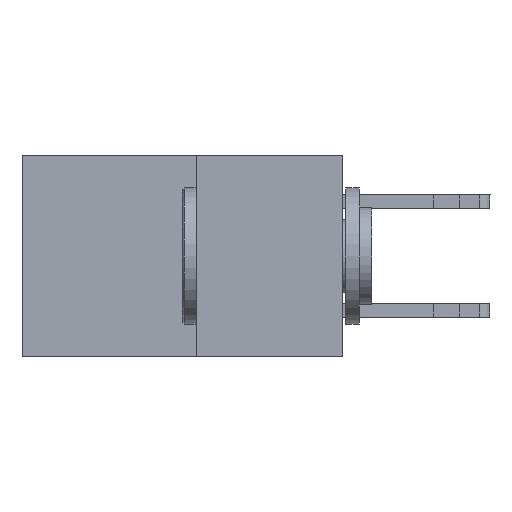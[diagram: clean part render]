
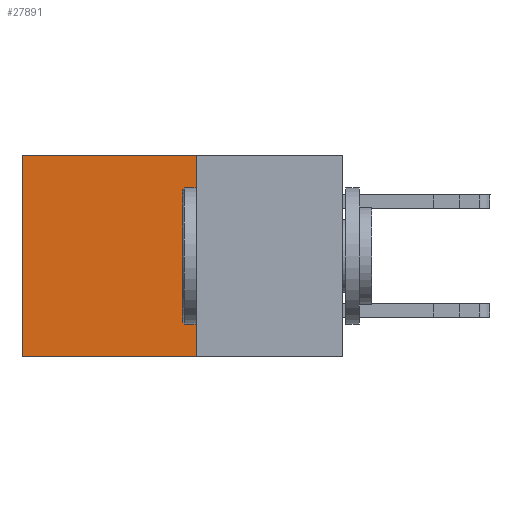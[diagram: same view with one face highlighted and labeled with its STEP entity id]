
A CAD part, left-side view. The second image highlights one B-rep face of the part: STEP entity #27891.
In plain terms, the highlighted planar face has unit normal (-1, 0, 0).
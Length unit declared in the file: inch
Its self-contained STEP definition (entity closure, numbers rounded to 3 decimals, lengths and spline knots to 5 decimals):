
#45 = LINE ( 'NONE', #29548, #18882 ) ;
#355 = EDGE_LOOP ( 'NONE', ( #25755, #5470, #15734, #9472 ) ) ;
#1847 = FACE_OUTER_BOUND ( 'NONE', #355, .T. ) ;
#5057 = CARTESIAN_POINT ( 'NONE',  ( 0.277, 0.27, -0.37 ) ) ;
#5470 = ORIENTED_EDGE ( 'NONE', *, *, #19420, .F. ) ;
#6801 = CARTESIAN_POINT ( 'NONE',  ( 0.277, 0.59, 0. ) ) ;
#6821 = VECTOR ( 'NONE', #15912, 39.37008 ) ;
#9472 = ORIENTED_EDGE ( 'NONE', *, *, #17723, .T. ) ;
#9874 = VERTEX_POINT ( 'NONE', #19306 ) ;
#9962 = DIRECTION ( 'NONE',  ( 0., 0., -1. ) ) ;
#10083 = EDGE_CURVE ( 'NONE', #21841, #9874, #45, .T. ) ;
#10145 = VECTOR ( 'NONE', #9962, 39.37008 ) ;
#11800 = DIRECTION ( 'NONE',  ( 0., 0., -1. ) ) ;
#14651 = CARTESIAN_POINT ( 'NONE',  ( 0.277, 0.27, 0. ) ) ;
#15152 = EDGE_CURVE ( 'NONE', #15625, #20972, #27536, .T. ) ;
#15625 = VERTEX_POINT ( 'NONE', #14651 ) ;
#15734 = ORIENTED_EDGE ( 'NONE', *, *, #15152, .F. ) ;
#15912 = DIRECTION ( 'NONE',  ( 0., 1., 0. ) ) ;
#17673 = DIRECTION ( 'NONE',  ( 0., 1., 0. ) ) ;
#17723 = EDGE_CURVE ( 'NONE', #15625, #21841, #18349, .T. ) ;
#18349 = LINE ( 'NONE', #23728, #6821 ) ;
#18882 = VECTOR ( 'NONE', #19940, 39.37008 ) ;
#19306 = CARTESIAN_POINT ( 'NONE',  ( 0.277, 0.59, -0.37 ) ) ;
#19420 = EDGE_CURVE ( 'NONE', #20972, #9874, #22553, .T. ) ;
#19940 = DIRECTION ( 'NONE',  ( 0., 0., -1. ) ) ;
#20619 = VECTOR ( 'NONE', #17673, 39.37008 ) ;
#20972 = VERTEX_POINT ( 'NONE', #5057 ) ;
#21841 = VERTEX_POINT ( 'NONE', #6801 ) ;
#22051 = CARTESIAN_POINT ( 'NONE',  ( 0.277, 0.27, -0.37 ) ) ;
#22553 = LINE ( 'NONE', #22720, #20619 ) ;
#22720 = CARTESIAN_POINT ( 'NONE',  ( 0.277, 0.27, -0.37 ) ) ;
#23728 = CARTESIAN_POINT ( 'NONE',  ( 0.277, 0.27, 0. ) ) ;
#25755 = ORIENTED_EDGE ( 'NONE', *, *, #10083, .T. ) ;
#26961 = PLANE ( 'NONE',  #30683 ) ;
#27536 = LINE ( 'NONE', #29653, #10145 ) ;
#27891 = ADVANCED_FACE ( 'NONE', ( #1847 ), #26961, .F. ) ;
#29548 = CARTESIAN_POINT ( 'NONE',  ( 0.277, 0.59, -0.37 ) ) ;
#29653 = CARTESIAN_POINT ( 'NONE',  ( 0.277, 0.27, -0.37 ) ) ;
#30683 = AXIS2_PLACEMENT_3D ( 'NONE', #22051, #31488, #11800 ) ;
#31488 = DIRECTION ( 'NONE',  ( 1., 0., 0. ) ) ;
